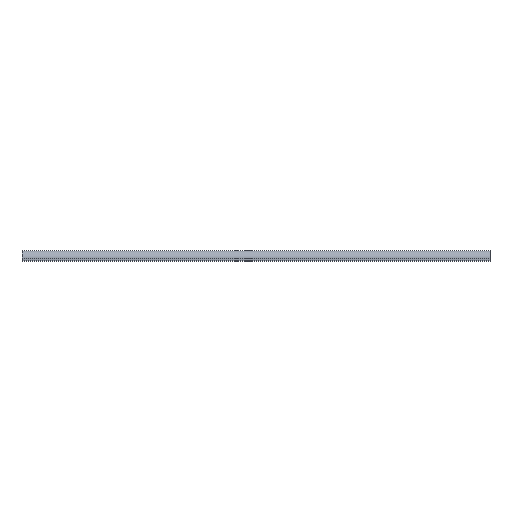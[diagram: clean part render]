
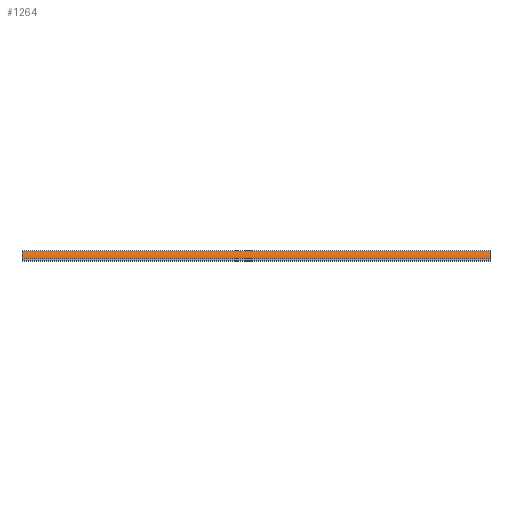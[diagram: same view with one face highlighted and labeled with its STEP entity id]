
A CAD part, top view. The second image highlights one B-rep face of the part: STEP entity #1264.
In plain terms, the highlighted cylindrical face has radius 32 mm (diameter 64 mm), a partial arc.
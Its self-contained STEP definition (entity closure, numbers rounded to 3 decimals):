
#30=CYLINDRICAL_SURFACE('',#1361,32.);
#86=FACE_OUTER_BOUND('',#152,.T.);
#152=EDGE_LOOP('',(#1048,#1049,#1050,#1051));
#278=LINE('',#2001,#425);
#292=LINE('',#2037,#439);
#425=VECTOR('',#1620,1.);
#439=VECTOR('',#1662,1.);
#467=CIRCLE('',#1285,32.);
#498=CIRCLE('',#1362,32.);
#504=VERTEX_POINT('',#1734);
#505=VERTEX_POINT('',#1736);
#601=VERTEX_POINT('',#2000);
#609=VERTEX_POINT('',#2036);
#626=EDGE_CURVE('',#504,#505,#467,.T.);
#758=EDGE_CURVE('',#601,#505,#278,.T.);
#776=EDGE_CURVE('',#609,#504,#292,.T.);
#777=EDGE_CURVE('',#601,#609,#498,.T.);
#1048=ORIENTED_EDGE('',*,*,#776,.F.);
#1049=ORIENTED_EDGE('',*,*,#777,.F.);
#1050=ORIENTED_EDGE('',*,*,#758,.T.);
#1051=ORIENTED_EDGE('',*,*,#626,.F.);
#1264=ADVANCED_FACE('',(#86),#30,.T.);
#1285=AXIS2_PLACEMENT_3D('',#1737,#1389,#1390);
#1361=AXIS2_PLACEMENT_3D('',#2035,#1660,#1661);
#1362=AXIS2_PLACEMENT_3D('',#2038,#1663,#1664);
#1389=DIRECTION('center_axis',(1.,0.,0.));
#1390=DIRECTION('ref_axis',(0.,1.,0.));
#1620=DIRECTION('',(1.,0.,0.));
#1660=DIRECTION('center_axis',(1.,0.,0.));
#1661=DIRECTION('ref_axis',(0.,0.,1.));
#1662=DIRECTION('',(1.,0.,0.));
#1663=DIRECTION('center_axis',(-1.,0.,0.));
#1664=DIRECTION('ref_axis',(0.,0.,1.));
#1734=CARTESIAN_POINT('',(2000.,22.5,-9.417));
#1736=CARTESIAN_POINT('',(2000.,-9.5,22.583));
#1737=CARTESIAN_POINT('Origin',(2000.,-9.5,-9.417));
#2000=CARTESIAN_POINT('',(0.,-9.5,22.583));
#2001=CARTESIAN_POINT('',(0.,-9.5,22.583));
#2035=CARTESIAN_POINT('Origin',(0.,-9.5,-9.417));
#2036=CARTESIAN_POINT('',(0.,22.5,-9.417));
#2037=CARTESIAN_POINT('',(0.,22.5,-9.417));
#2038=CARTESIAN_POINT('Origin',(0.,-9.5,-9.417));
